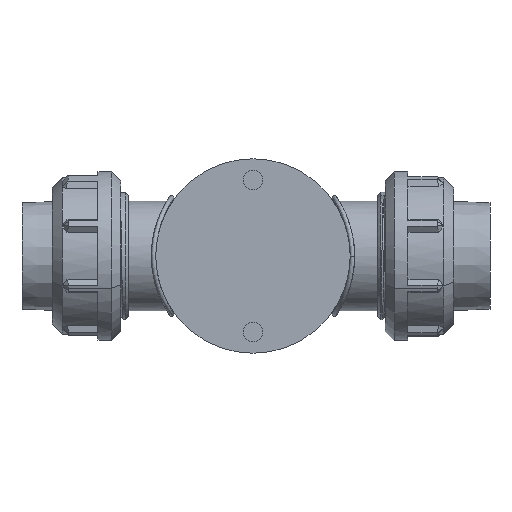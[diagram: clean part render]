
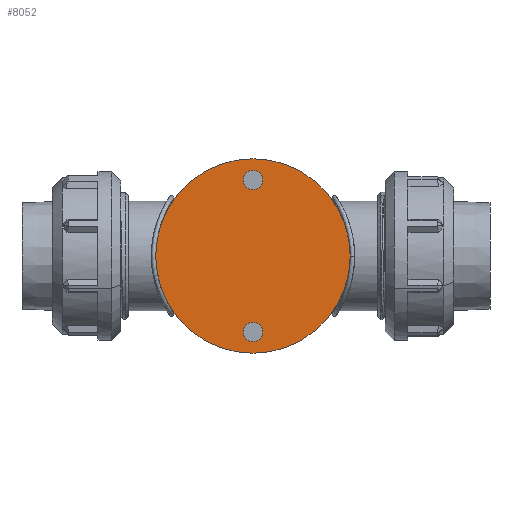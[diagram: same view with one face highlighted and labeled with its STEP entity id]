
A CAD part, front view. The second image highlights one B-rep face of the part: STEP entity #8052.
In plain terms, the highlighted planar face has unit normal (0, -1, 0).
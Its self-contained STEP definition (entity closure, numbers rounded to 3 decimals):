
#399 = EDGE_LOOP ( 'NONE', ( #2630 ) ) ;
#525 = EDGE_LOOP ( 'NONE', ( #10751 ) ) ;
#1246 = DIRECTION ( 'NONE',  ( 0., 1., 0. ) ) ;
#1247 = VERTEX_POINT ( 'NONE', #11031 ) ;
#1825 = EDGE_CURVE ( 'NONE', #12679, #12679, #7941, .T. ) ;
#2551 = CARTESIAN_POINT ( 'NONE',  ( 0., -32.269, -25. ) ) ;
#2630 = ORIENTED_EDGE ( 'NONE', *, *, #8768, .F. ) ;
#4690 = DIRECTION ( 'NONE',  ( 0., -1., 0. ) ) ;
#5473 = CIRCLE ( 'NONE', #12243, 3.175 ) ;
#5600 = VERTEX_POINT ( 'NONE', #8642 ) ;
#5764 = EDGE_CURVE ( 'NONE', #1247, #1247, #8043, .T. ) ;
#6396 = DIRECTION ( 'NONE',  ( 0., -1., 0. ) ) ;
#6824 = DIRECTION ( 'NONE',  ( 0., 0., -1. ) ) ;
#7021 = FACE_BOUND ( 'NONE', #12165, .T. ) ;
#7088 = DIRECTION ( 'NONE',  ( 0., 0., 1. ) ) ;
#7941 = CIRCLE ( 'NONE', #9510, 3.175 ) ;
#8043 = CIRCLE ( 'NONE', #10974, 32. ) ;
#8052 = ADVANCED_FACE ( 'NONE', ( #11598, #7021, #9205 ), #8151, .F. ) ;
#8151 = PLANE ( 'NONE',  #11032 ) ;
#8642 = CARTESIAN_POINT ( 'NONE',  ( 0., -32.269, 21.825 ) ) ;
#8768 = EDGE_CURVE ( 'NONE', #5600, #5600, #5473, .T. ) ;
#9205 = FACE_OUTER_BOUND ( 'NONE', #525, .T. ) ;
#9510 = AXIS2_PLACEMENT_3D ( 'NONE', #2551, #4690, #6824 ) ;
#9643 = DIRECTION ( 'NONE',  ( 0., 0., -1. ) ) ;
#9771 = CARTESIAN_POINT ( 'NONE',  ( 0., -32.269, 0. ) ) ;
#10476 = DIRECTION ( 'NONE',  ( 0., 1., 0. ) ) ;
#10751 = ORIENTED_EDGE ( 'NONE', *, *, #5764, .F. ) ;
#10974 = AXIS2_PLACEMENT_3D ( 'NONE', #9771, #1246, #13167 ) ;
#11031 = CARTESIAN_POINT ( 'NONE',  ( 0., -32.269, 32. ) ) ;
#11032 = AXIS2_PLACEMENT_3D ( 'NONE', #12459, #10476, #7088 ) ;
#11465 = CARTESIAN_POINT ( 'NONE',  ( 0., -32.269, -28.175 ) ) ;
#11598 = FACE_BOUND ( 'NONE', #399, .T. ) ;
#12042 = CARTESIAN_POINT ( 'NONE',  ( 0., -32.269, 25. ) ) ;
#12165 = EDGE_LOOP ( 'NONE', ( #12454 ) ) ;
#12243 = AXIS2_PLACEMENT_3D ( 'NONE', #12042, #6396, #9643 ) ;
#12454 = ORIENTED_EDGE ( 'NONE', *, *, #1825, .F. ) ;
#12459 = CARTESIAN_POINT ( 'NONE',  ( 0., -32.269, 0. ) ) ;
#12679 = VERTEX_POINT ( 'NONE', #11465 ) ;
#13167 = DIRECTION ( 'NONE',  ( 0., 0., 1. ) ) ;
